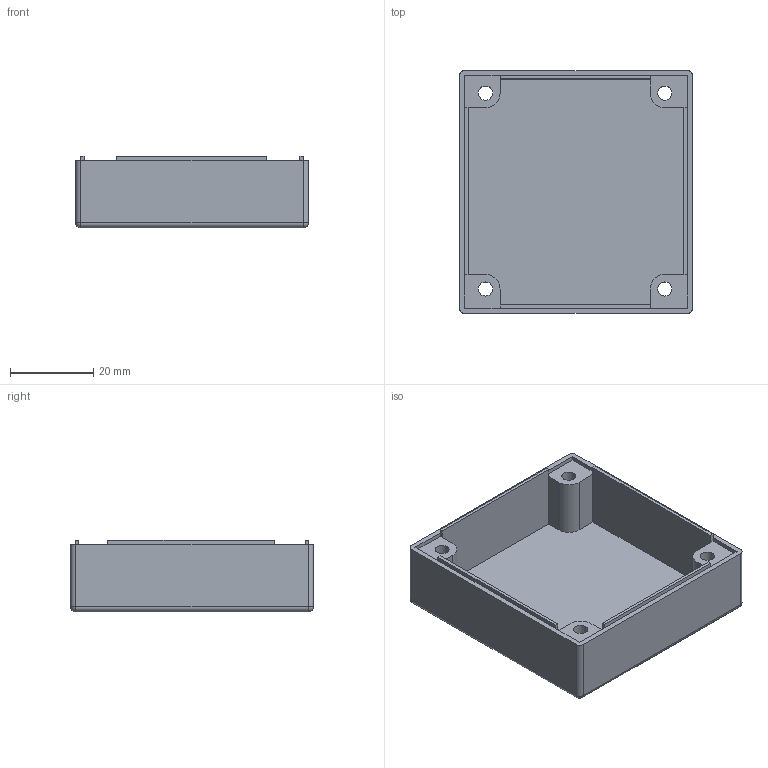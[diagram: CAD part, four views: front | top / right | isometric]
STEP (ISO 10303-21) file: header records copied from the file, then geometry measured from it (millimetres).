
FILE_DESCRIPTION(('FreeCAD Model'),'2;1');
FILE_NAME('Open CASCADE Shape Model','2025-03-03T16:50:34',(''),(''), 'Open CASCADE STEP processor 7.8','FreeCAD','Unknown');
FILE_SCHEMA(('AUTOMOTIVE_DESIGN { 1 0 10303 214 1 1 1 1 }'));
Length unit declared in the file: millimetre
Products named in the file (1): Pad005
Bounding box: 55.82 x 58.25 x 17.2 mm (x, y, z)
Volume: 12881.5 mm3; surface area: 14017.7 mm2
Topology: 1 solids, 1 shells, 71 faces, 172 edges, 104 vertices
Faces by surface type: plane 47, cylinder 16, cone 4, sphere 4
Full cylindrical faces by diameter (mm): 3.4 x4
Entity records: 2064 total; most frequent: DIRECTION 352, CARTESIAN_POINT 348, ORIENTED_EDGE 344, EDGE_CURVE 172, LINE 136, VECTOR 136, AXIS2_PLACEMENT_3D 108, VERTEX_POINT 104
